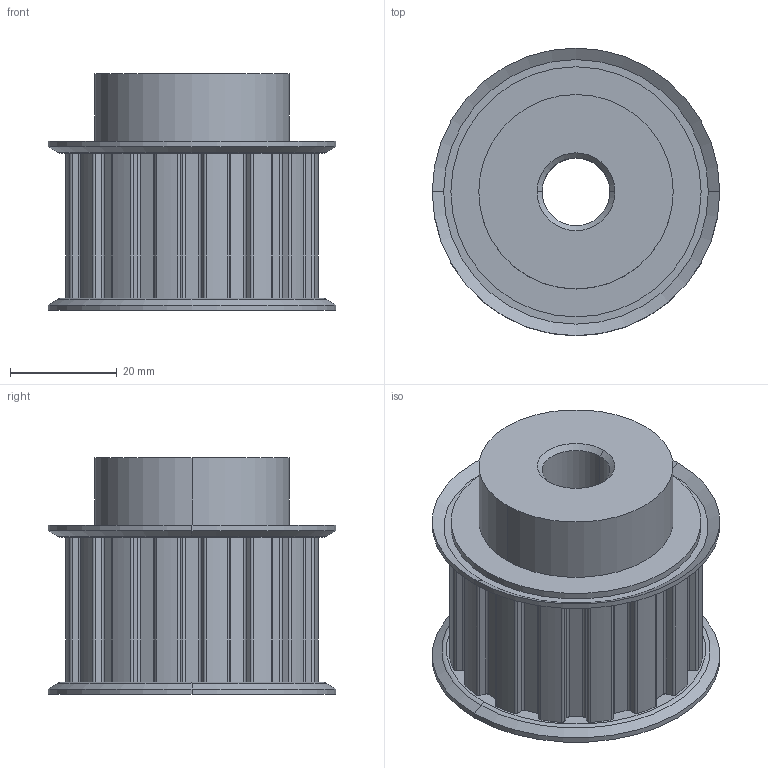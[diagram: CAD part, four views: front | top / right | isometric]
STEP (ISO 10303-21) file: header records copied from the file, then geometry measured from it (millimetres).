
FILE_DESCRIPTION (( 'STEP AP214' ), '1' );
FILE_NAME ('SPB16L100BF-500.STEP', '2015-12-10T15:14:32', ( '' ), ( '' ), 'SwSTEP 2.0', 'SolidWorks 2015', '' );
FILE_SCHEMA (( 'AUTOMOTIVE_DESIGN' ));
Length unit declared in the file: inch
Products named in the file (1): SPB16L100BF-500
Bounding box: 53.98 x 53.98 x 44.45 mm (x, y, z)
Volume: 62134.8 mm3; surface area: 14662.4 mm2
Topology: 1 solids, 1 shells, 177 faces, 494 edges, 324 vertices
Faces by surface type: cylinder 106, plane 55, cone 12, torus 4
Entity records: 5816 total; most frequent: DIRECTION 1082, CARTESIAN_POINT 996, ORIENTED_EDGE 988, EDGE_CURVE 494, AXIS2_PLACEMENT_3D 410, VERTEX_POINT 324, LINE 262, VECTOR 262
